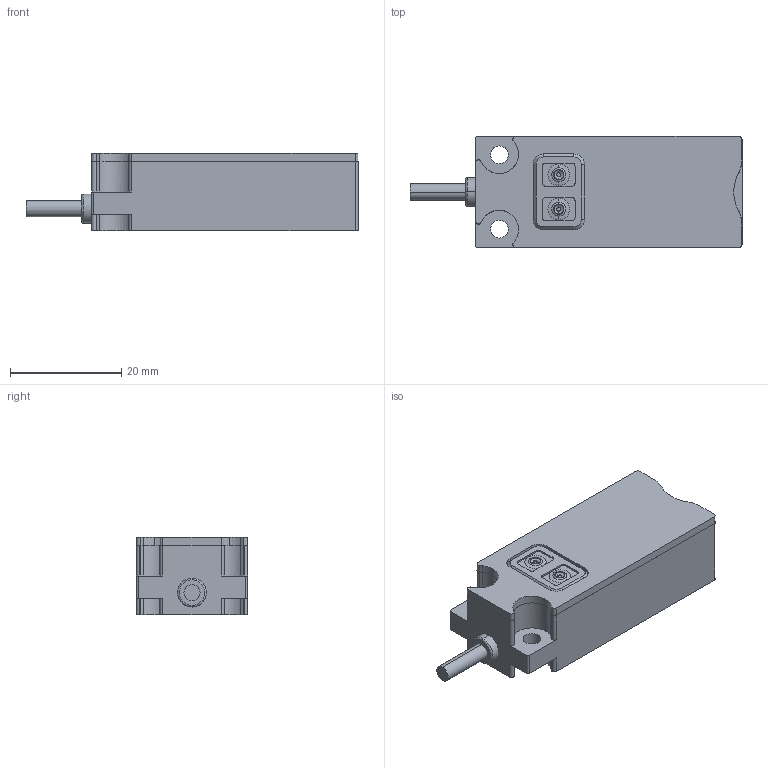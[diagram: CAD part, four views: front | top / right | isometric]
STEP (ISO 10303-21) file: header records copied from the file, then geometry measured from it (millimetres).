
FILE_DESCRIPTION (( 'STEP AP214' ), '1' );
FILE_NAME ('CR1-00-2A.step', '2018-04-17T19:16:23', ( '' ), ( '' ), 'SwSTEP 2.0', 'SolidWorks 2017', '' );
FILE_SCHEMA (( 'AUTOMOTIVE_DESIGN' ));
Length unit declared in the file: inch
Products named in the file (1): CR1-00-2A
Bounding box: 59.8 x 20 x 14 mm (x, y, z)
Volume: 12493.6 mm3; surface area: 4117.6 mm2
Topology: 1 solids, 1 shells, 241 faces, 640 edges, 420 vertices
Faces by surface type: plane 138, cylinder 77, cone 16, bspline 10
Entity records: 7744 total; most frequent: CARTESIAN_POINT 1558, DIRECTION 1298, ORIENTED_EDGE 1280, EDGE_CURVE 640, LINE 434, VECTOR 434, AXIS2_PLACEMENT_3D 432, VERTEX_POINT 420
